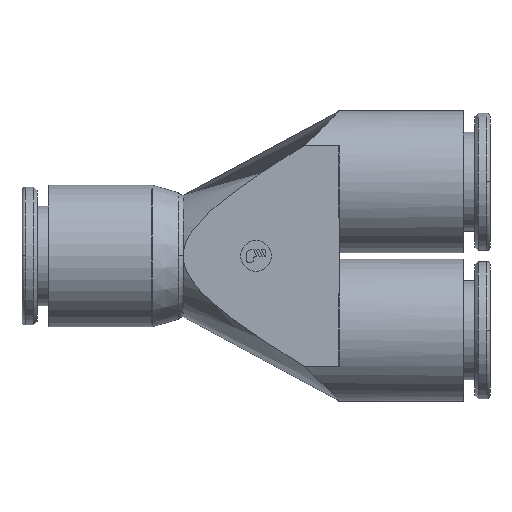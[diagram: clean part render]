
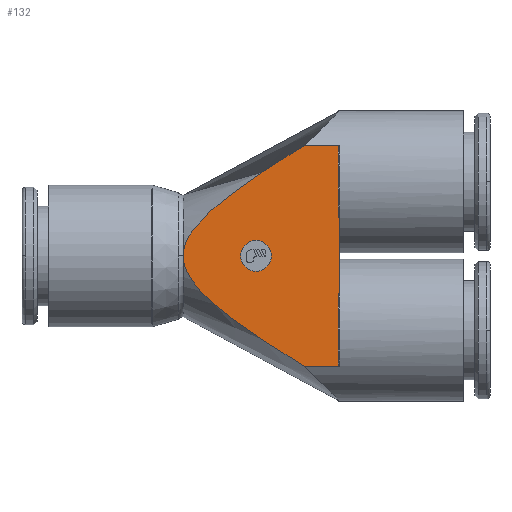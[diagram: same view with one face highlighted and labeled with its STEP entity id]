
A CAD part, top view. The second image highlights one B-rep face of the part: STEP entity #132.
In plain terms, the highlighted planar face has unit normal (0, 0, 1).
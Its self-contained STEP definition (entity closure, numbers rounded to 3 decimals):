
#132=ADVANCED_FACE('',(#333,#334),#335,.T.);
#333=FACE_BOUND('',#554,.T.);
#334=FACE_OUTER_BOUND('',#555,.T.);
#335=PLANE('',#556);
#554=EDGE_LOOP('',(#1247,#1248));
#555=EDGE_LOOP('',(#1249,#1250,#1251,#1252,#1253,#1254,#1255,#1256,#1257,#1258,#1259));
#556=AXIS2_PLACEMENT_3D('',#1260,#1261,#1262);
#1247=ORIENTED_EDGE('',*,*,#1531,.T.);
#1248=ORIENTED_EDGE('',*,*,#1589,.T.);
#1249=ORIENTED_EDGE('',*,*,#1621,.T.);
#1250=ORIENTED_EDGE('',*,*,#1626,.T.);
#1251=ORIENTED_EDGE('',*,*,#1466,.T.);
#1252=ORIENTED_EDGE('',*,*,#1633,.F.);
#1253=ORIENTED_EDGE('',*,*,#1634,.F.);
#1254=ORIENTED_EDGE('',*,*,#1635,.F.);
#1255=ORIENTED_EDGE('',*,*,#1636,.F.);
#1256=ORIENTED_EDGE('',*,*,#1637,.T.);
#1257=ORIENTED_EDGE('',*,*,#1638,.T.);
#1258=ORIENTED_EDGE('',*,*,#1448,.T.);
#1259=ORIENTED_EDGE('',*,*,#1630,.F.);
#1260=CARTESIAN_POINT('',(26.415,0.,6.875));
#1261=DIRECTION('',(0.0,0.0,1.0));
#1262=DIRECTION('',(0.,-1.0,0.0));
#1448=EDGE_CURVE('',#1737,#1735,#1738,.T.);
#1466=EDGE_CURVE('',#1767,#1765,#1768,.T.);
#1531=EDGE_CURVE('',#1885,#1889,#1891,.T.);
#1589=EDGE_CURVE('',#1889,#1885,#1987,.T.);
#1621=EDGE_CURVE('',#2024,#2022,#2025,.T.);
#1626=EDGE_CURVE('',#2022,#1767,#2031,.T.);
#1630=EDGE_CURVE('',#2024,#1735,#2035,.T.);
#1633=EDGE_CURVE('',#2038,#1765,#2039,.T.);
#1634=EDGE_CURVE('',#1683,#2038,#2040,.T.);
#1635=EDGE_CURVE('',#2041,#1683,#2042,.T.);
#1636=EDGE_CURVE('',#2043,#2041,#2044,.T.);
#1637=EDGE_CURVE('',#2043,#2045,#2046,.T.);
#1638=EDGE_CURVE('',#2045,#1737,#2047,.T.);
#1683=VERTEX_POINT('',#2098);
#1735=VERTEX_POINT('',#2256);
#1737=VERTEX_POINT('',#2258);
#1738=B_SPLINE_CURVE_WITH_KNOTS('',3,(#2259,#2260,#2261,#2262,#2263,#2264,#2265,#2266),.UNSPECIFIED.,.F.,.F.,(4,2,2,4),(3.956,4.03,4.104,4.179),.UNSPECIFIED.);
#1765=VERTEX_POINT('',#2343);
#1767=VERTEX_POINT('',#2345);
#1768=B_SPLINE_CURVE_WITH_KNOTS('',3,(#2346,#2347,#2348,#2349,#2350,#2351,#2352,#2353),.UNSPECIFIED.,.F.,.F.,(4,2,2,4),(3.956,4.03,4.104,4.179),.UNSPECIFIED.);
#1885=VERTEX_POINT('',#2494);
#1889=VERTEX_POINT('',#2499);
#1891=CIRCLE('',#2502,1.75);
#1987=CIRCLE('',#2643,1.75);
#2022=VERTEX_POINT('',#2695);
#2024=VERTEX_POINT('',#2697);
#2025=B_SPLINE_CURVE_WITH_KNOTS('',3,(#2698,#2699,#2700,#2701,#2702,#2703,#2704,#2705),.UNSPECIFIED.,.F.,.F.,(4,2,2,4),(12.239,12.313,12.387,12.461),.UNSPECIFIED.);
#2031=(B_SPLINE_CURVE(2,(#2724,#2725,#2726),.UNSPECIFIED.,.F.,.F.)B_SPLINE_CURVE_WITH_KNOTS((3,3),(0.0,15.989),.UNSPECIFIED.)RATIONAL_B_SPLINE_CURVE((1.0,1.533,1.0))BOUNDED_CURVE()REPRESENTATION_ITEM('')GEOMETRIC_REPRESENTATION_ITEM()CURVE());
#2035=LINE('',#2745,#2746);
#2038=VERTEX_POINT('',#2750);
#2039=LINE('',#2751,#2752);
#2040=(B_SPLINE_CURVE(2,(#2754,#2755,#2756,#2757,#2758),.UNSPECIFIED.,.F.,.F.)B_SPLINE_CURVE_WITH_KNOTS((3,2,3),(0.0,23.443,46.886),.UNSPECIFIED.)RATIONAL_B_SPLINE_CURVE((1.0,1.3,1.0,1.3,1.0))BOUNDED_CURVE()REPRESENTATION_ITEM('')GEOMETRIC_REPRESENTATION_ITEM()CURVE());
#2041=VERTEX_POINT('',#2765);
#2042=(B_SPLINE_CURVE(2,(#2767,#2768,#2769,#2770,#2771),.UNSPECIFIED.,.F.,.F.)B_SPLINE_CURVE_WITH_KNOTS((3,2,3),(0.0,23.443,46.886),.UNSPECIFIED.)RATIONAL_B_SPLINE_CURVE((1.0,1.3,1.0,1.3,1.0))BOUNDED_CURVE()REPRESENTATION_ITEM('')GEOMETRIC_REPRESENTATION_ITEM()CURVE());
#2043=VERTEX_POINT('',#2778);
#2044=LINE('',#2779,#2780);
#2045=VERTEX_POINT('',#2781);
#2046=B_SPLINE_CURVE_WITH_KNOTS('',3,(#2782,#2783,#2784,#2785,#2786,#2787,#2788,#2789),.UNSPECIFIED.,.F.,.F.,(4,2,2,4),(12.239,12.313,12.387,12.461),.UNSPECIFIED.);
#2047=(B_SPLINE_CURVE(2,(#2791,#2792,#2793),.UNSPECIFIED.,.F.,.F.)B_SPLINE_CURVE_WITH_KNOTS((3,3),(0.0,15.989),.UNSPECIFIED.)RATIONAL_B_SPLINE_CURVE((1.0,1.533,1.0))BOUNDED_CURVE()REPRESENTATION_ITEM('')GEOMETRIC_REPRESENTATION_ITEM()CURVE());
#2098=CARTESIAN_POINT('',(18.19,0.,6.875));
#2256=CARTESIAN_POINT('',(35.83,-4.284,6.875));
#2258=CARTESIAN_POINT('',(35.719,-4.303,6.875));
#2259=CARTESIAN_POINT('',(35.679,-4.32,6.875));
#2260=CARTESIAN_POINT('',(35.701,-4.309,6.875));
#2261=CARTESIAN_POINT('',(35.726,-4.3,6.875));
#2262=CARTESIAN_POINT('',(35.778,-4.287,6.875));
#2263=CARTESIAN_POINT('',(35.805,-4.284,6.875));
#2264=CARTESIAN_POINT('',(35.855,-4.284,6.875));
#2265=CARTESIAN_POINT('',(35.882,-4.287,6.875));
#2266=CARTESIAN_POINT('',(35.908,-4.294,6.875));
#2343=CARTESIAN_POINT('',(35.83,12.466,6.875));
#2345=CARTESIAN_POINT('',(35.719,12.447,6.875));
#2346=CARTESIAN_POINT('',(35.679,12.43,6.875));
#2347=CARTESIAN_POINT('',(35.701,12.441,6.875));
#2348=CARTESIAN_POINT('',(35.726,12.45,6.875));
#2349=CARTESIAN_POINT('',(35.778,12.463,6.875));
#2350=CARTESIAN_POINT('',(35.805,12.466,6.875));
#2351=CARTESIAN_POINT('',(35.855,12.466,6.875));
#2352=CARTESIAN_POINT('',(35.882,12.463,6.875));
#2353=CARTESIAN_POINT('',(35.908,12.456,6.875));
#2494=CARTESIAN_POINT('',(28.165,0.0,6.875));
#2499=CARTESIAN_POINT('',(24.665,0.,6.875));
#2502=AXIS2_PLACEMENT_3D('',#3184,#3185,#3186);
#2643=AXIS2_PLACEMENT_3D('',#3268,#3269,#3270);
#2695=CARTESIAN_POINT('',(35.719,4.303,6.875));
#2697=CARTESIAN_POINT('',(35.83,4.284,6.875));
#2698=CARTESIAN_POINT('',(35.908,4.294,6.875));
#2699=CARTESIAN_POINT('',(35.882,4.287,6.875));
#2700=CARTESIAN_POINT('',(35.855,4.284,6.875));
#2701=CARTESIAN_POINT('',(35.805,4.284,6.875));
#2702=CARTESIAN_POINT('',(35.778,4.287,6.875));
#2703=CARTESIAN_POINT('',(35.726,4.3,6.875));
#2704=CARTESIAN_POINT('',(35.701,4.309,6.875));
#2705=CARTESIAN_POINT('',(35.679,4.32,6.875));
#2724=CARTESIAN_POINT('',(35.537,0.385,6.875));
#2725=CARTESIAN_POINT('',(35.97,8.375,6.875));
#2726=CARTESIAN_POINT('',(35.537,16.365,6.875));
#2745=CARTESIAN_POINT('',(35.83,-4.094,6.875));
#2746=VECTOR('',#3373,1.0);
#2750=CARTESIAN_POINT('',(31.858,12.466,6.875));
#2751=CARTESIAN_POINT('',(27.01,12.466,6.875));
#2752=VECTOR('',#3378,1.0);
#2754=CARTESIAN_POINT('',(35.83,-14.862,6.875));
#2755=CARTESIAN_POINT('',(18.19,-4.395,6.875));
#2756=CARTESIAN_POINT('',(18.19,0.,6.875));
#2757=CARTESIAN_POINT('',(18.19,4.395,6.875));
#2758=CARTESIAN_POINT('',(35.83,14.862,6.875));
#2765=CARTESIAN_POINT('',(31.858,-12.466,6.875));
#2767=CARTESIAN_POINT('',(35.83,-14.862,6.875));
#2768=CARTESIAN_POINT('',(18.19,-4.395,6.875));
#2769=CARTESIAN_POINT('',(18.19,0.,6.875));
#2770=CARTESIAN_POINT('',(18.19,4.395,6.875));
#2771=CARTESIAN_POINT('',(35.83,14.862,6.875));
#2778=CARTESIAN_POINT('',(35.83,-12.466,6.875));
#2779=CARTESIAN_POINT('',(27.01,-12.466,6.875));
#2780=VECTOR('',#3379,1.0);
#2781=CARTESIAN_POINT('',(35.719,-12.447,6.875));
#2782=CARTESIAN_POINT('',(35.908,-12.456,6.875));
#2783=CARTESIAN_POINT('',(35.882,-12.463,6.875));
#2784=CARTESIAN_POINT('',(35.855,-12.466,6.875));
#2785=CARTESIAN_POINT('',(35.805,-12.466,6.875));
#2786=CARTESIAN_POINT('',(35.778,-12.463,6.875));
#2787=CARTESIAN_POINT('',(35.726,-12.45,6.875));
#2788=CARTESIAN_POINT('',(35.701,-12.441,6.875));
#2789=CARTESIAN_POINT('',(35.679,-12.43,6.875));
#2791=CARTESIAN_POINT('',(35.537,-16.365,6.875));
#2792=CARTESIAN_POINT('',(35.97,-8.375,6.875));
#2793=CARTESIAN_POINT('',(35.537,-0.385,6.875));
#3184=CARTESIAN_POINT('',(26.415,0.0,6.875));
#3185=DIRECTION('',(0.0,0.0,-1.0));
#3186=DIRECTION('',(1.0,0.0,0.0));
#3268=CARTESIAN_POINT('',(26.415,0.0,6.875));
#3269=DIRECTION('',(0.0,0.0,-1.0));
#3270=DIRECTION('',(1.0,0.0,0.0));
#3373=DIRECTION('',(0.,-1.0,0.0));
#3378=DIRECTION('',(1.0,0.,0.0));
#3379=DIRECTION('',(-1.0,0.,-0.0));
